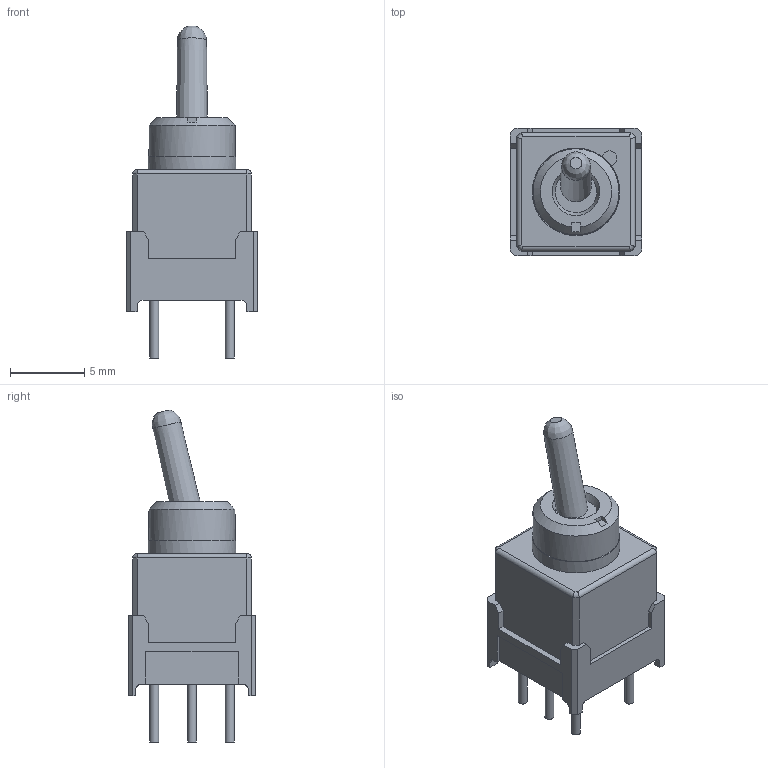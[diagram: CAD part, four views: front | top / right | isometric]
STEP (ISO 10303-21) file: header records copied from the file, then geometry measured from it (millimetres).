
FILE_DESCRIPTION( ( 'STEP AP203' ), '1' );
FILE_NAME( ' ', ' ', ( ' ' ), ( ' ' ), 'XStep 1.0', ' ', ' ' );
FILE_SCHEMA( ( 'CONFIG_CONTROL_DESIGN' ) );
Length unit declared in the file: millimetre
Products named in the file (1): 1
Bounding box: 8.85 x 8.58 x 22.37 mm (x, y, z)
Volume: 710.6 mm3; surface area: 594.9 mm2
Topology: 1 solids, 1 shells, 108 faces, 283 edges, 186 vertices
Faces by surface type: plane 79, cylinder 25, cone 3, bspline 1
Full cylindrical faces by diameter (mm): 0.6 x6, 5.8 x1, 5.9 x1
Entity records: 3224 total; most frequent: CARTESIAN_POINT 597, ORIENTED_EDGE 522, DIRECTION 520, EDGE_CURVE 261, LINE 212, VECTOR 212, VERTEX_POINT 176, AXIS2_PLACEMENT_3D 154
